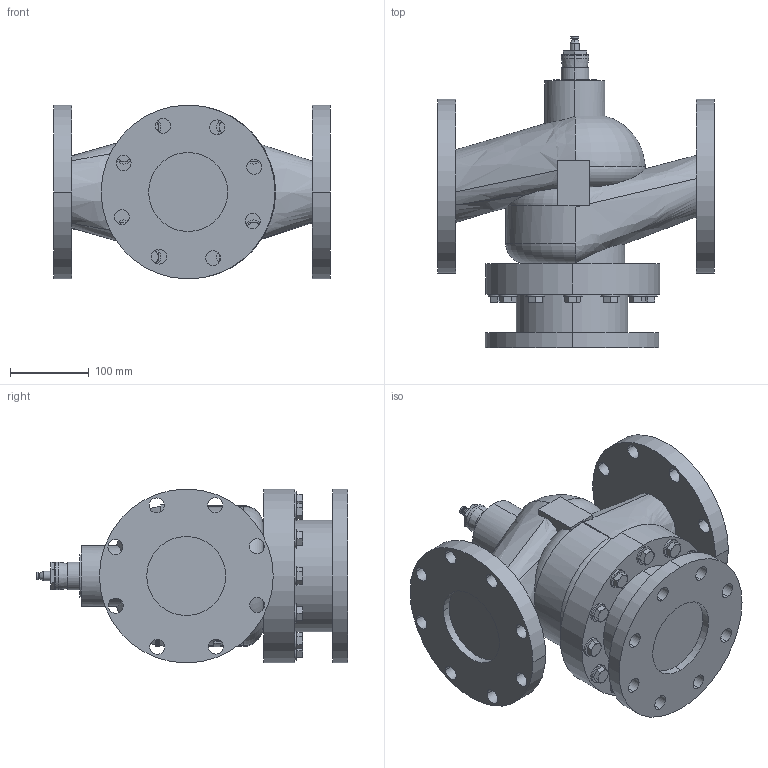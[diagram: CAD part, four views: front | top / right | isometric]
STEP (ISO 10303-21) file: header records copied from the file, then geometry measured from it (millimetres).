
FILE_DESCRIPTION (( 'STEP AP214' ), '1' );
FILE_NAME ('DN100-3way.STEP', '2018-11-29T01:57:13', ( 'Windows 蚚誧' ), ( '' ), 'SwSTEP 2.0', 'SolidWorks 2014', '' );
FILE_SCHEMA (( 'AUTOMOTIVE_DESIGN' ));
Length unit declared in the file: millimetre
Products named in the file (1): DN100-3way
Bounding box: 350 x 394.25 x 220 mm (x, y, z)
Volume: 9631903.3 mm3; surface area: 548486.4 mm2
Topology: 1 solids, 1 shells, 634 faces, 1495 edges, 962 vertices
Faces by surface type: plane 260, cylinder 178, cone 128, bspline 60, torus 8
Entity records: 29797 total; most frequent: CARTESIAN_POINT 8489, ORIENTED_EDGE 2986, DIRECTION 2837, EDGE_CURVE 1493, AXIS2_PLACEMENT_3D 1140, VERTEX_POINT 962, EDGE_LOOP 783, UNCERTAINTY_MEASURE_WITH_UNIT 637
